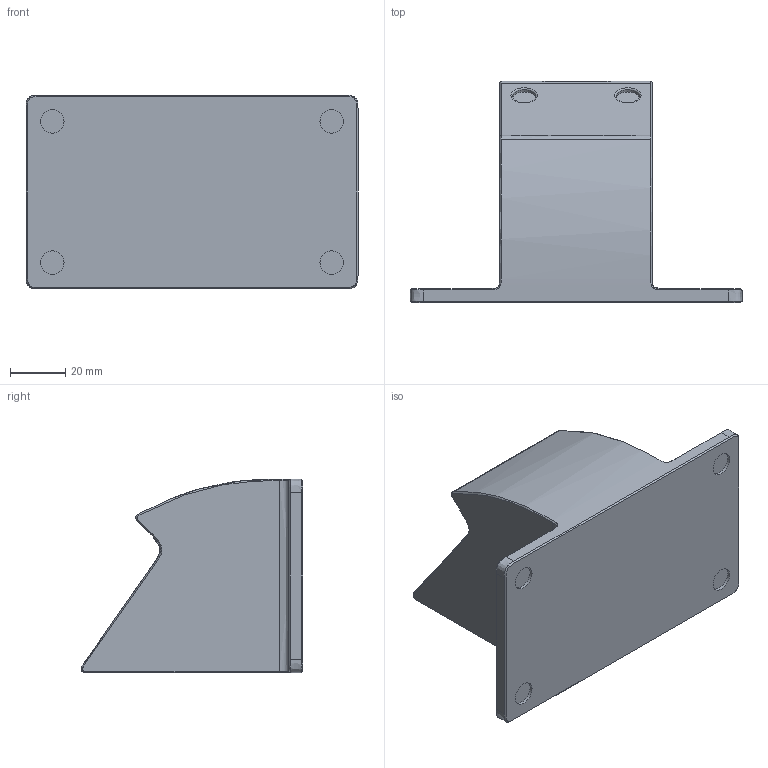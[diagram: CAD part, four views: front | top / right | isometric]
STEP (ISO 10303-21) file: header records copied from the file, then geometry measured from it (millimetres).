
FILE_DESCRIPTION(/* description */ (''),/* implementation_level */ '2;1');
FILE_NAME(/* name */ 'Controller Stand v6.step',/* time_stamp */ '2023-01-11T05:48:08+09:00',/* author */ (''),/* organization */ (''),/* preprocessor_version */ 'ST-DEVELOPER v19.2',/* originating_system */ 'Autodesk Translation Framework v11.17.0.187',/* authorisation */ '');
FILE_SCHEMA (('AUTOMOTIVE_DESIGN { 1 0 10303 214 3 1 1 }'));
Length unit declared in the file: millimetre
Products named in the file (1): Controller Stand
Bounding box: 120 x 80.08 x 70.05 mm (x, y, z)
Volume: 253516 mm3; surface area: 33461.2 mm2
Topology: 1 solids, 1 shells, 88 faces, 196 edges, 116 vertices
Faces by surface type: bspline 39, plane 33, cylinder 10, torus 6
Full cylindrical faces by diameter (mm): 8.5 x10
Entity records: 3893 total; most frequent: CARTESIAN_POINT 2137, ORIENTED_EDGE 392, DIRECTION 274, EDGE_CURVE 196, VERTEX_POINT 116, EDGE_LOOP 94, AXIS2_PLACEMENT_3D 92, LINE 90
